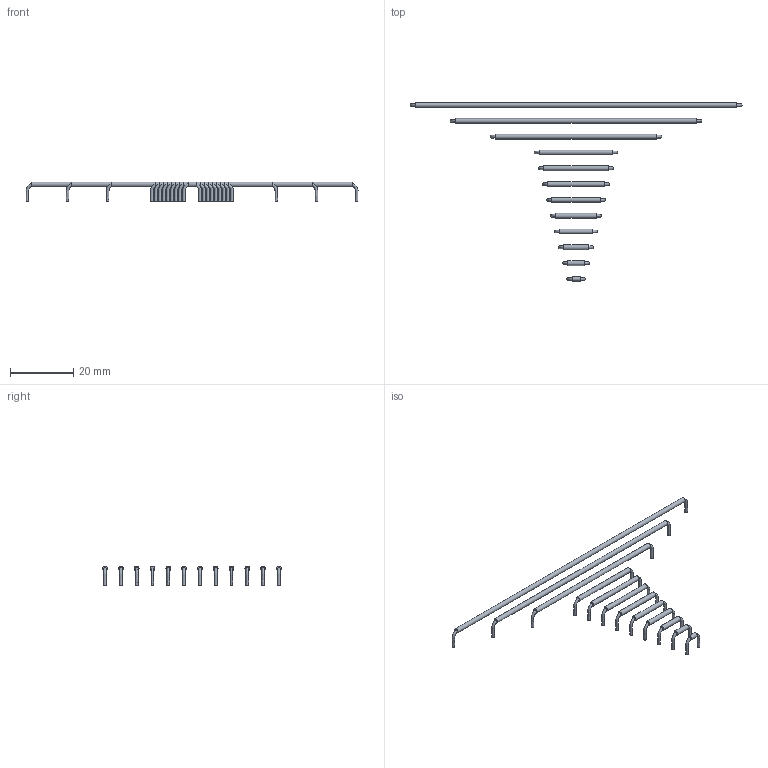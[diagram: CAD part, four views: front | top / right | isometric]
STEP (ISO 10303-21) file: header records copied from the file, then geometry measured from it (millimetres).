
FILE_DESCRIPTION(('HOOPS Exchange Step'),'2;1');
FILE_NAME('temp_export','2021-10-09T08:17:26+02:00',('mobile'),('Shapr3D Limited'),'HOOPS Exchange 2021.1','Shapr3D','Authorized');
FILE_SCHEMA( ('AP203_CONFIGURATION_CONTROLLED_3D_DESIGN_OF_MECHANICAL_PARTS_AND_ASSEMBLIES_MIM_LF') );
Length unit declared in the file: millimetre
Products named in the file (2): 0; 1E60B20A-0A44-4DDD-A97E-7FA6AB398230.tmp
Assembly tree (1 placements, depth 2):
  1E60B20A-0A44-4DDD-A97E-7FA6AB398230.tmp
    0
Bounding box: 105 x 56.5 x 6.25 mm (x, y, z)
Volume: 688 mm3; surface area: 2046.8 mm2
Topology: 14 solids, 14 shells, 86 faces, 158 edges, 122 vertices
Faces by surface type: plane 50, bspline 24, cylinder 12
Full cylindrical faces by diameter (mm): 1.5 x12
Entity records: 9947 total; most frequent: CARTESIAN_POINT 8293, ORIENTED_EDGE 316, DIRECTION 238, EDGE_CURVE 158, VERTEX_POINT 122, AXIS2_PLACEMENT_3D 113, EDGE_LOOP 108, FACE_BOUND 108
